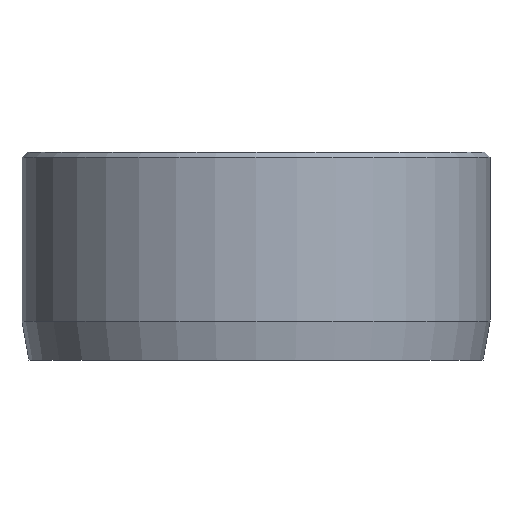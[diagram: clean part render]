
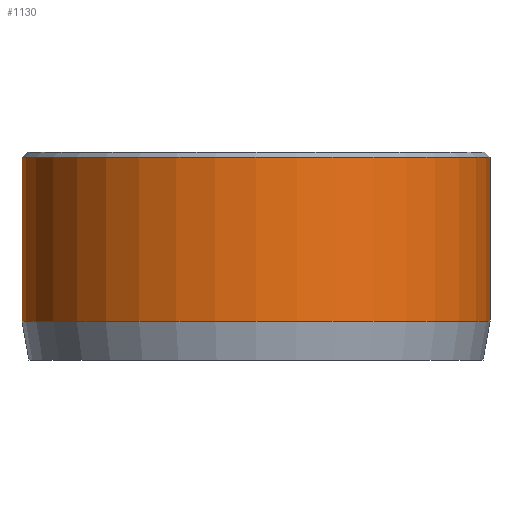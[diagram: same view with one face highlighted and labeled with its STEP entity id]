
A CAD part, front view. The second image highlights one B-rep face of the part: STEP entity #1130.
In plain terms, the highlighted cylindrical face has radius 9 mm (diameter 18 mm), a partial arc.
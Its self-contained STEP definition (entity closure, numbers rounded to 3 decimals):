
#2 = LINE ( 'NONE', #735, #719 ) ;
#17 = LINE ( 'NONE', #429, #525 ) ;
#29 = FACE_OUTER_BOUND ( 'NONE', #1121, .T. ) ;
#48 = DIRECTION ( 'NONE',  ( 0., 0., -1. ) ) ;
#93 = VERTEX_POINT ( 'NONE', #476 ) ;
#200 = CIRCLE ( 'NONE', #1058, 9. ) ;
#219 = ORIENTED_EDGE ( 'NONE', *, *, #786, .T. ) ;
#247 = CARTESIAN_POINT ( 'NONE',  ( 0., 0., 8. ) ) ;
#382 = CIRCLE ( 'NONE', #564, 9. ) ;
#425 = EDGE_CURVE ( 'NONE', #93, #1064, #382, .T. ) ;
#429 = CARTESIAN_POINT ( 'NONE',  ( -9., 0., 8. ) ) ;
#431 = DIRECTION ( 'NONE',  ( 0., 0., -1. ) ) ;
#454 = DIRECTION ( 'NONE',  ( 0., 0., -1. ) ) ;
#476 = CARTESIAN_POINT ( 'NONE',  ( 9., 0., 7.8 ) ) ;
#484 = DIRECTION ( 'NONE',  ( 0., 0., 1. ) ) ;
#518 = VERTEX_POINT ( 'NONE', #1018 ) ;
#524 = CARTESIAN_POINT ( 'NONE',  ( -9., 0., 7.8 ) ) ;
#525 = VECTOR ( 'NONE', #48, 1000. ) ;
#546 = EDGE_CURVE ( 'NONE', #93, #952, #2, .T. ) ;
#561 = DIRECTION ( 'NONE',  ( 0., 0., -1. ) ) ;
#564 = AXIS2_PLACEMENT_3D ( 'NONE', #1013, #454, #1097 ) ;
#617 = EDGE_CURVE ( 'NONE', #518, #952, #200, .T. ) ;
#712 = DIRECTION ( 'NONE',  ( -1., 0., 0. ) ) ;
#719 = VECTOR ( 'NONE', #561, 1000. ) ;
#735 = CARTESIAN_POINT ( 'NONE',  ( 9., 0., 8. ) ) ;
#750 = CARTESIAN_POINT ( 'NONE',  ( 9., 0., 1.5 ) ) ;
#786 = EDGE_CURVE ( 'NONE', #1064, #518, #17, .T. ) ;
#798 = ORIENTED_EDGE ( 'NONE', *, *, #546, .F. ) ;
#812 = ORIENTED_EDGE ( 'NONE', *, *, #617, .T. ) ;
#891 = AXIS2_PLACEMENT_3D ( 'NONE', #247, #431, #712 ) ;
#952 = VERTEX_POINT ( 'NONE', #750 ) ;
#1013 = CARTESIAN_POINT ( 'NONE',  ( 0., 0., 7.8 ) ) ;
#1018 = CARTESIAN_POINT ( 'NONE',  ( -9., 0., 1.5 ) ) ;
#1038 = CARTESIAN_POINT ( 'NONE',  ( 0., 0., 1.5 ) ) ;
#1058 = AXIS2_PLACEMENT_3D ( 'NONE', #1038, #484, #1126 ) ;
#1064 = VERTEX_POINT ( 'NONE', #524 ) ;
#1097 = DIRECTION ( 'NONE',  ( 1., 0., 0. ) ) ;
#1121 = EDGE_LOOP ( 'NONE', ( #798, #1172, #219, #812 ) ) ;
#1126 = DIRECTION ( 'NONE',  ( 1., 0., 0. ) ) ;
#1130 = ADVANCED_FACE ( 'NONE', ( #29 ), #1180, .T. ) ;
#1172 = ORIENTED_EDGE ( 'NONE', *, *, #425, .T. ) ;
#1180 = CYLINDRICAL_SURFACE ( 'NONE', #891, 9. ) ;
